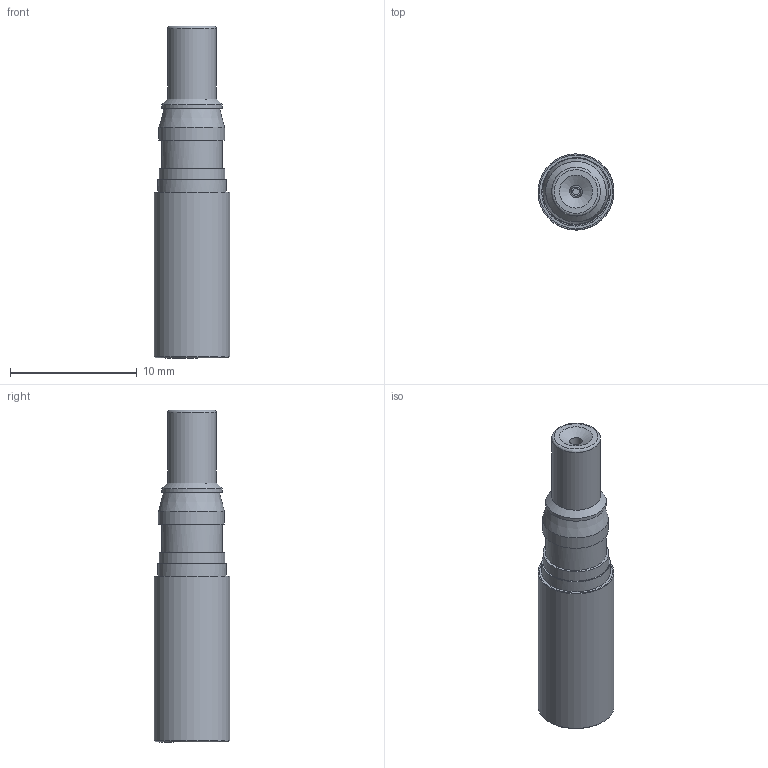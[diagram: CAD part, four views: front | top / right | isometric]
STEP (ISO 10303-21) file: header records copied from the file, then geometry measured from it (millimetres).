
FILE_DESCRIPTION(/* description */ (''),/* implementation_level */ '2;1');
FILE_NAME(/* name */ '100739164ugm000_a.stp',/* time_stamp */ '2017-10-26T13:25:24+02:00',/* author */ (''),/* organization */ (''),/* preprocessor_version */ 'ST-DEVELOPER v16',/* originating_system */ 'SIEMENS PLM Software NX 10.0',/* authorisation */ '');
FILE_SCHEMA (('AUTOMOTIVE_DESIGN { 1 0 10303 214 3 1 1 1 }'));
Length unit declared in the file: millimetre
Products named in the file (1): 100739164ugm000_a
Bounding box: 5.99 x 5.99 x 26.2 mm (x, y, z)
Volume: 539.4 mm3; surface area: 796.4 mm2
Topology: 1 solids, 3 shells, 134 faces, 413 edges, 390 vertices
Faces by surface type: plane 87, cylinder 38, cone 6, extrusion 2, bspline 1
Full cylindrical faces by diameter (mm): 0.159 x1, 0.188 x1, 0.8 x1, 1 x1, 3.85 x1, 4.78 x1, 4.8 x1, 5.2 x3, 5.4 x1, 5.8 x1, 6 x1
Entity records: 6057 total; most frequent: CARTESIAN_POINT 1509, DIRECTION 754, ORIENTED_EDGE 584, EDGE_CURVE 293, AXIS2_PLACEMENT_3D 266, VECTOR 222, LINE 220, VERTEX_POINT 206
